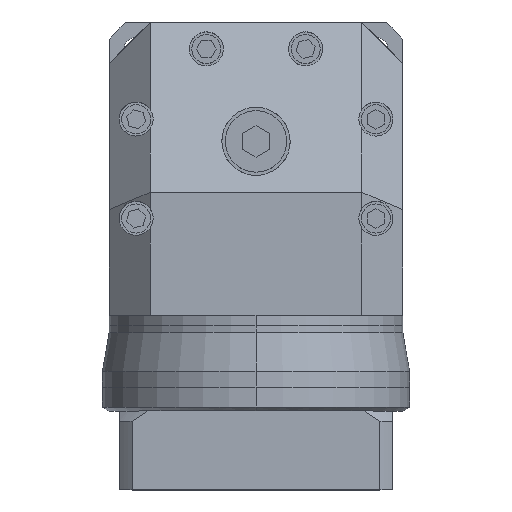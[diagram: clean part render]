
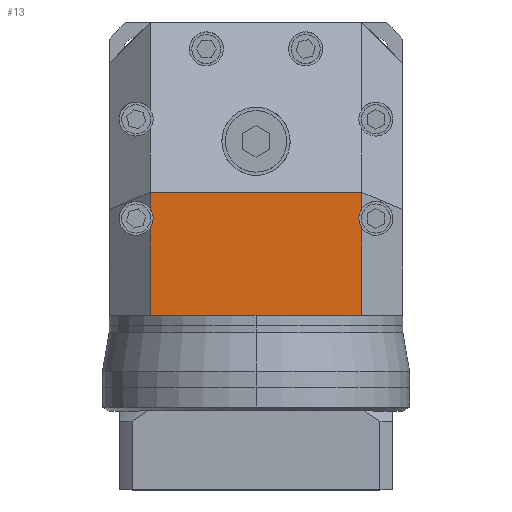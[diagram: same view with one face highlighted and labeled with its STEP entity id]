
A CAD part, top view. The second image highlights one B-rep face of the part: STEP entity #13.
In plain terms, the highlighted planar face has unit normal (0, 0, 1).
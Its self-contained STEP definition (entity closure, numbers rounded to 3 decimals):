
#13 = ADVANCED_FACE ( 'NONE', ( #8001 ), #8385, .F. ) ;
#266 = DIRECTION ( 'NONE',  ( 1., 0., 0. ) ) ;
#300 = VERTEX_POINT ( 'NONE', #9718 ) ;
#389 = DIRECTION ( 'NONE',  ( 1., 0., 0. ) ) ;
#407 = AXIS2_PLACEMENT_3D ( 'NONE', #3945, #1916, #2795 ) ;
#1173 = ORIENTED_EDGE ( 'NONE', *, *, #2738, .T. ) ;
#1199 = ORIENTED_EDGE ( 'NONE', *, *, #9375, .T. ) ;
#1525 = CIRCLE ( 'NONE', #407, 5. ) ;
#1681 = LINE ( 'NONE', #11535, #7332 ) ;
#1705 = VERTEX_POINT ( 'NONE', #13513 ) ;
#1829 = CARTESIAN_POINT ( 'NONE',  ( -30.107, -14.542, 86. ) ) ;
#1913 = ORIENTED_EDGE ( 'NONE', *, *, #11495, .F. ) ;
#1916 = DIRECTION ( 'NONE',  ( 0., 0., 1. ) ) ;
#2059 = DIRECTION ( 'NONE',  ( 0., 0., 1. ) ) ;
#2228 = DIRECTION ( 'NONE',  ( 1., 0., 0. ) ) ;
#2232 = LINE ( 'NONE', #3922, #7885 ) ;
#2320 = CARTESIAN_POINT ( 'NONE',  ( -35.107, -14.542, 86. ) ) ;
#2445 = CARTESIAN_POINT ( 'NONE',  ( -31., -43., 86. ) ) ;
#2585 = VECTOR ( 'NONE', #2686, 1000. ) ;
#2686 = DIRECTION ( 'NONE',  ( 0., 1., 0. ) ) ;
#2738 = EDGE_CURVE ( 'NONE', #4154, #3511, #1681, .T. ) ;
#2795 = DIRECTION ( 'NONE',  ( 1., 0., 0. ) ) ;
#2826 = EDGE_CURVE ( 'NONE', #3511, #1705, #3644, .T. ) ;
#2963 = AXIS2_PLACEMENT_3D ( 'NONE', #2320, #2059, #2228 ) ;
#3396 = EDGE_LOOP ( 'NONE', ( #6180, #11604, #3869, #4601, #1173, #3417, #4903, #1913, #13225, #1199, #13324 ) ) ;
#3417 = ORIENTED_EDGE ( 'NONE', *, *, #2826, .T. ) ;
#3511 = VERTEX_POINT ( 'NONE', #9622 ) ;
#3644 = LINE ( 'NONE', #9113, #9286 ) ;
#3712 = CARTESIAN_POINT ( 'NONE',  ( 0., -7., 86. ) ) ;
#3869 = ORIENTED_EDGE ( 'NONE', *, *, #4346, .F. ) ;
#3922 = CARTESIAN_POINT ( 'NONE',  ( -31., 0., 86. ) ) ;
#3945 = CARTESIAN_POINT ( 'NONE',  ( -35.107, -14.542, 86. ) ) ;
#4001 = LINE ( 'NONE', #14114, #12578 ) ;
#4154 = VERTEX_POINT ( 'NONE', #2445 ) ;
#4346 = EDGE_CURVE ( 'NONE', #11102, #9554, #9069, .T. ) ;
#4366 = CARTESIAN_POINT ( 'NONE',  ( -31., -11.691, 86. ) ) ;
#4438 = EDGE_CURVE ( 'NONE', #300, #7467, #5029, .T. ) ;
#4482 = DIRECTION ( 'NONE',  ( 0., 0., -1. ) ) ;
#4483 = VERTEX_POINT ( 'NONE', #10427 ) ;
#4494 = CIRCLE ( 'NONE', #13176, 5. ) ;
#4601 = ORIENTED_EDGE ( 'NONE', *, *, #12531, .T. ) ;
#4803 = CARTESIAN_POINT ( 'NONE',  ( 30.107, -14.542, 86. ) ) ;
#4903 = ORIENTED_EDGE ( 'NONE', *, *, #7057, .T. ) ;
#5029 = CIRCLE ( 'NONE', #9224, 5. ) ;
#5068 = DIRECTION ( 'NONE',  ( 0., -1., 0. ) ) ;
#5327 = CARTESIAN_POINT ( 'NONE',  ( 31., -17.393, 86. ) ) ;
#5635 = CARTESIAN_POINT ( 'NONE',  ( -31., 0., 86. ) ) ;
#5898 = CARTESIAN_POINT ( 'NONE',  ( 0., 0., 86. ) ) ;
#5914 = EDGE_CURVE ( 'NONE', #9554, #12454, #1525, .T. ) ;
#6180 = ORIENTED_EDGE ( 'NONE', *, *, #9412, .T. ) ;
#6453 = LINE ( 'NONE', #3712, #12023 ) ;
#7057 = EDGE_CURVE ( 'NONE', #1705, #12998, #4001, .T. ) ;
#7075 = DIRECTION ( 'NONE',  ( 0., 0., 1. ) ) ;
#7192 = VECTOR ( 'NONE', #13420, 1000. ) ;
#7332 = VECTOR ( 'NONE', #389, 1000. ) ;
#7467 = VERTEX_POINT ( 'NONE', #4803 ) ;
#7543 = LINE ( 'NONE', #5635, #7192 ) ;
#7885 = VECTOR ( 'NONE', #5068, 1000. ) ;
#8001 = FACE_OUTER_BOUND ( 'NONE', #3396, .T. ) ;
#8254 = DIRECTION ( 'NONE',  ( -1., 0., 0. ) ) ;
#8270 = DIRECTION ( 'NONE',  ( 1., 0., 0. ) ) ;
#8385 = PLANE ( 'NONE',  #11316 ) ;
#8804 = VERTEX_POINT ( 'NONE', #11594 ) ;
#9069 = CIRCLE ( 'NONE', #2963, 5. ) ;
#9113 = CARTESIAN_POINT ( 'NONE',  ( -43., -43., 86. ) ) ;
#9224 = AXIS2_PLACEMENT_3D ( 'NONE', #14314, #14519, #14273 ) ;
#9286 = VECTOR ( 'NONE', #8270, 1000. ) ;
#9375 = EDGE_CURVE ( 'NONE', #300, #4483, #11556, .T. ) ;
#9412 = EDGE_CURVE ( 'NONE', #8804, #12454, #2232, .T. ) ;
#9554 = VERTEX_POINT ( 'NONE', #1829 ) ;
#9622 = CARTESIAN_POINT ( 'NONE',  ( 0., -43., 86. ) ) ;
#9718 = CARTESIAN_POINT ( 'NONE',  ( 31., -11.691, 86. ) ) ;
#9728 = DIRECTION ( 'NONE',  ( -1., 0., 0. ) ) ;
#10427 = CARTESIAN_POINT ( 'NONE',  ( 31., -7., 86. ) ) ;
#11102 = VERTEX_POINT ( 'NONE', #13896 ) ;
#11316 = AXIS2_PLACEMENT_3D ( 'NONE', #5898, #4482, #9728 ) ;
#11495 = EDGE_CURVE ( 'NONE', #7467, #12998, #4494, .T. ) ;
#11527 = EDGE_CURVE ( 'NONE', #4483, #8804, #6453, .T. ) ;
#11535 = CARTESIAN_POINT ( 'NONE',  ( -43., -43., 86. ) ) ;
#11556 = LINE ( 'NONE', #11667, #2585 ) ;
#11594 = CARTESIAN_POINT ( 'NONE',  ( -31., -7., 86. ) ) ;
#11604 = ORIENTED_EDGE ( 'NONE', *, *, #5914, .F. ) ;
#11667 = CARTESIAN_POINT ( 'NONE',  ( 31., 0., 86. ) ) ;
#12023 = VECTOR ( 'NONE', #8254, 1000. ) ;
#12454 = VERTEX_POINT ( 'NONE', #4366 ) ;
#12531 = EDGE_CURVE ( 'NONE', #11102, #4154, #7543, .T. ) ;
#12578 = VECTOR ( 'NONE', #13883, 1000. ) ;
#12998 = VERTEX_POINT ( 'NONE', #5327 ) ;
#13176 = AXIS2_PLACEMENT_3D ( 'NONE', #13748, #7075, #266 ) ;
#13225 = ORIENTED_EDGE ( 'NONE', *, *, #4438, .F. ) ;
#13324 = ORIENTED_EDGE ( 'NONE', *, *, #11527, .T. ) ;
#13420 = DIRECTION ( 'NONE',  ( 0., -1., 0. ) ) ;
#13513 = CARTESIAN_POINT ( 'NONE',  ( 31., -43., 86. ) ) ;
#13748 = CARTESIAN_POINT ( 'NONE',  ( 35.107, -14.542, 86. ) ) ;
#13883 = DIRECTION ( 'NONE',  ( 0., 1., 0. ) ) ;
#13896 = CARTESIAN_POINT ( 'NONE',  ( -31., -17.393, 86. ) ) ;
#14114 = CARTESIAN_POINT ( 'NONE',  ( 31., 0., 86. ) ) ;
#14273 = DIRECTION ( 'NONE',  ( 1., 0., 0. ) ) ;
#14314 = CARTESIAN_POINT ( 'NONE',  ( 35.107, -14.542, 86. ) ) ;
#14519 = DIRECTION ( 'NONE',  ( 0., 0., 1. ) ) ;
